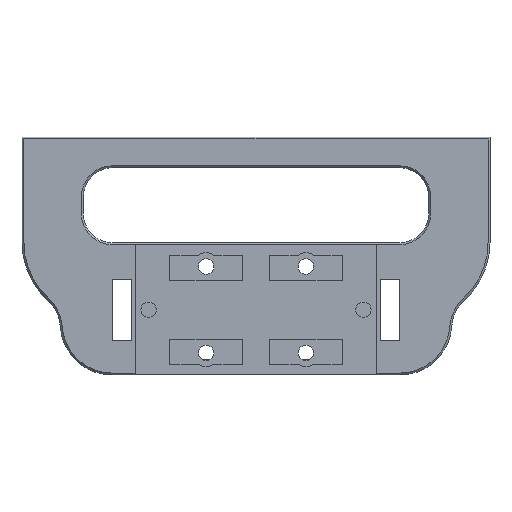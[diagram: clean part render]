
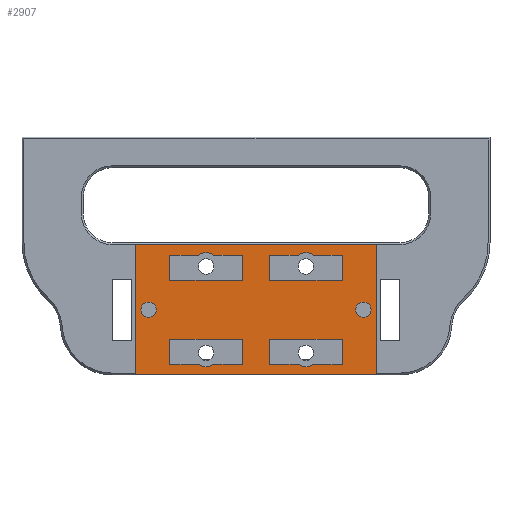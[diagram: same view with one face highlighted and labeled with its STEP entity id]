
A CAD part, left-side view. The second image highlights one B-rep face of the part: STEP entity #2907.
In plain terms, the highlighted planar face has unit normal (-1, 0, 0).
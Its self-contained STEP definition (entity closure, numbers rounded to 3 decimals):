
#82=FACE_BOUND('',#563,.T.);
#83=FACE_BOUND('',#564,.T.);
#84=FACE_BOUND('',#565,.T.);
#85=FACE_BOUND('',#566,.T.);
#86=FACE_BOUND('',#567,.T.);
#87=FACE_BOUND('',#568,.T.);
#203=PLANE('',#3208);
#368=FACE_OUTER_BOUND('',#562,.T.);
#562=EDGE_LOOP('',(#2659,#2660,#2661,#2662));
#563=EDGE_LOOP('',(#2663,#2664,#2665,#2666,#2667,#2668));
#564=EDGE_LOOP('',(#2669,#2670,#2671,#2672,#2673,#2674));
#565=EDGE_LOOP('',(#2675,#2676,#2677,#2678,#2679,#2680));
#566=EDGE_LOOP('',(#2681,#2682,#2683,#2684,#2685,#2686));
#567=EDGE_LOOP('',(#2687));
#568=EDGE_LOOP('',(#2688));
#668=CIRCLE('',#3151,3.6);
#671=CIRCLE('',#3164,3.6);
#674=CIRCLE('',#3176,3.6);
#677=CIRCLE('',#3181,3.6);
#682=CIRCLE('',#3195,2.);
#686=CIRCLE('',#3202,2.);
#868=LINE('',#4878,#1128);
#871=LINE('',#4884,#1131);
#874=LINE('',#4890,#1134);
#877=LINE('',#4896,#1137);
#880=LINE('',#4901,#1140);
#882=LINE('',#4909,#1142);
#886=LINE('',#4917,#1146);
#889=LINE('',#4923,#1149);
#893=LINE('',#4935,#1153);
#896=LINE('',#4940,#1156);
#898=LINE('',#4948,#1158);
#902=LINE('',#4956,#1162);
#905=LINE('',#4962,#1165);
#908=LINE('',#4968,#1168);
#911=LINE('',#4974,#1171);
#916=LINE('',#4995,#1176);
#919=LINE('',#5001,#1179);
#922=LINE('',#5007,#1182);
#925=LINE('',#5013,#1185);
#928=LINE('',#5018,#1188);
#938=LINE('',#5058,#1198);
#941=LINE('',#5064,#1201);
#944=LINE('',#5070,#1204);
#947=LINE('',#5074,#1207);
#1128=VECTOR('',#3852,10.);
#1131=VECTOR('',#3857,10.);
#1134=VECTOR('',#3862,10.);
#1137=VECTOR('',#3867,10.);
#1140=VECTOR('',#3872,10.);
#1142=VECTOR('',#3880,10.);
#1146=VECTOR('',#3886,10.);
#1149=VECTOR('',#3891,10.);
#1153=VECTOR('',#3903,10.);
#1156=VECTOR('',#3908,10.);
#1158=VECTOR('',#3916,10.);
#1162=VECTOR('',#3922,10.);
#1165=VECTOR('',#3927,10.);
#1168=VECTOR('',#3932,10.);
#1171=VECTOR('',#3937,10.);
#1176=VECTOR('',#3960,10.);
#1179=VECTOR('',#3965,10.);
#1182=VECTOR('',#3970,10.);
#1185=VECTOR('',#3975,10.);
#1188=VECTOR('',#3980,10.);
#1198=VECTOR('',#4024,10.);
#1201=VECTOR('',#4029,10.);
#1204=VECTOR('',#4034,10.);
#1207=VECTOR('',#4039,10.);
#1407=VERTEX_POINT('',#4868);
#1408=VERTEX_POINT('',#4869);
#1411=VERTEX_POINT('',#4877);
#1413=VERTEX_POINT('',#4883);
#1415=VERTEX_POINT('',#4889);
#1417=VERTEX_POINT('',#4895);
#1420=VERTEX_POINT('',#4907);
#1421=VERTEX_POINT('',#4908);
#1424=VERTEX_POINT('',#4916);
#1426=VERTEX_POINT('',#4922);
#1428=VERTEX_POINT('',#4928);
#1430=VERTEX_POINT('',#4934);
#1433=VERTEX_POINT('',#4946);
#1434=VERTEX_POINT('',#4947);
#1437=VERTEX_POINT('',#4955);
#1439=VERTEX_POINT('',#4961);
#1441=VERTEX_POINT('',#4967);
#1443=VERTEX_POINT('',#4973);
#1446=VERTEX_POINT('',#4985);
#1447=VERTEX_POINT('',#4986);
#1450=VERTEX_POINT('',#4994);
#1452=VERTEX_POINT('',#5000);
#1454=VERTEX_POINT('',#5006);
#1456=VERTEX_POINT('',#5012);
#1461=VERTEX_POINT('',#5032);
#1465=VERTEX_POINT('',#5046);
#1469=VERTEX_POINT('',#5055);
#1470=VERTEX_POINT('',#5057);
#1472=VERTEX_POINT('',#5063);
#1474=VERTEX_POINT('',#5069);
#1781=EDGE_CURVE('',#1407,#1408,#668,.T.);
#1785=EDGE_CURVE('',#1411,#1407,#868,.T.);
#1788=EDGE_CURVE('',#1413,#1411,#871,.T.);
#1791=EDGE_CURVE('',#1408,#1415,#874,.T.);
#1794=EDGE_CURVE('',#1415,#1417,#877,.T.);
#1797=EDGE_CURVE('',#1417,#1413,#880,.T.);
#1800=EDGE_CURVE('',#1420,#1421,#882,.T.);
#1804=EDGE_CURVE('',#1424,#1420,#886,.T.);
#1807=EDGE_CURVE('',#1426,#1424,#889,.T.);
#1810=EDGE_CURVE('',#1421,#1428,#671,.T.);
#1813=EDGE_CURVE('',#1428,#1430,#893,.T.);
#1816=EDGE_CURVE('',#1430,#1426,#896,.T.);
#1819=EDGE_CURVE('',#1433,#1434,#898,.T.);
#1823=EDGE_CURVE('',#1437,#1433,#902,.T.);
#1826=EDGE_CURVE('',#1439,#1437,#905,.T.);
#1829=EDGE_CURVE('',#1434,#1441,#908,.T.);
#1832=EDGE_CURVE('',#1441,#1443,#911,.T.);
#1835=EDGE_CURVE('',#1443,#1439,#674,.T.);
#1838=EDGE_CURVE('',#1446,#1447,#677,.T.);
#1842=EDGE_CURVE('',#1450,#1446,#916,.T.);
#1845=EDGE_CURVE('',#1452,#1450,#919,.T.);
#1848=EDGE_CURVE('',#1447,#1454,#922,.T.);
#1851=EDGE_CURVE('',#1454,#1456,#925,.T.);
#1854=EDGE_CURVE('',#1456,#1452,#928,.T.);
#1861=EDGE_CURVE('',#1461,#1461,#682,.T.);
#1868=EDGE_CURVE('',#1465,#1465,#686,.T.);
#1873=EDGE_CURVE('',#1470,#1469,#938,.T.);
#1876=EDGE_CURVE('',#1472,#1470,#941,.T.);
#1879=EDGE_CURVE('',#1474,#1472,#944,.T.);
#1882=EDGE_CURVE('',#1469,#1474,#947,.T.);
#2659=ORIENTED_EDGE('',*,*,#1882,.T.);
#2660=ORIENTED_EDGE('',*,*,#1879,.T.);
#2661=ORIENTED_EDGE('',*,*,#1876,.T.);
#2662=ORIENTED_EDGE('',*,*,#1873,.T.);
#2663=ORIENTED_EDGE('',*,*,#1788,.T.);
#2664=ORIENTED_EDGE('',*,*,#1785,.T.);
#2665=ORIENTED_EDGE('',*,*,#1781,.T.);
#2666=ORIENTED_EDGE('',*,*,#1791,.T.);
#2667=ORIENTED_EDGE('',*,*,#1794,.T.);
#2668=ORIENTED_EDGE('',*,*,#1797,.T.);
#2669=ORIENTED_EDGE('',*,*,#1807,.T.);
#2670=ORIENTED_EDGE('',*,*,#1804,.T.);
#2671=ORIENTED_EDGE('',*,*,#1800,.T.);
#2672=ORIENTED_EDGE('',*,*,#1810,.T.);
#2673=ORIENTED_EDGE('',*,*,#1813,.T.);
#2674=ORIENTED_EDGE('',*,*,#1816,.T.);
#2675=ORIENTED_EDGE('',*,*,#1826,.T.);
#2676=ORIENTED_EDGE('',*,*,#1823,.T.);
#2677=ORIENTED_EDGE('',*,*,#1819,.T.);
#2678=ORIENTED_EDGE('',*,*,#1829,.T.);
#2679=ORIENTED_EDGE('',*,*,#1832,.T.);
#2680=ORIENTED_EDGE('',*,*,#1835,.T.);
#2681=ORIENTED_EDGE('',*,*,#1845,.T.);
#2682=ORIENTED_EDGE('',*,*,#1842,.T.);
#2683=ORIENTED_EDGE('',*,*,#1838,.T.);
#2684=ORIENTED_EDGE('',*,*,#1848,.T.);
#2685=ORIENTED_EDGE('',*,*,#1851,.T.);
#2686=ORIENTED_EDGE('',*,*,#1854,.T.);
#2687=ORIENTED_EDGE('',*,*,#1868,.T.);
#2688=ORIENTED_EDGE('',*,*,#1861,.T.);
#2907=ADVANCED_FACE('',(#368,#82,#83,#84,#85,#86,#87),#203,.T.);
#3151=AXIS2_PLACEMENT_3D('',#4870,#3844,#3845);
#3164=AXIS2_PLACEMENT_3D('',#4929,#3896,#3897);
#3176=AXIS2_PLACEMENT_3D('',#4979,#3942,#3943);
#3181=AXIS2_PLACEMENT_3D('',#4987,#3952,#3953);
#3195=AXIS2_PLACEMENT_3D('',#5033,#3998,#3999);
#3202=AXIS2_PLACEMENT_3D('',#5047,#4015,#4016);
#3208=AXIS2_PLACEMENT_3D('',#5075,#4040,#4041);
#3844=DIRECTION('center_axis',(1.,0.,0.));
#3845=DIRECTION('ref_axis',(0.,-1.,0.));
#3852=DIRECTION('',(0.,1.,0.));
#3857=DIRECTION('',(0.,0.,-1.));
#3862=DIRECTION('',(0.,1.,0.));
#3867=DIRECTION('',(0.,0.,1.));
#3872=DIRECTION('',(0.,-1.,0.));
#3880=DIRECTION('',(0.,1.,0.));
#3886=DIRECTION('',(0.,0.,-1.));
#3891=DIRECTION('',(0.,-1.,0.));
#3896=DIRECTION('center_axis',(1.,0.,0.));
#3897=DIRECTION('ref_axis',(0.,-1.,0.));
#3903=DIRECTION('',(0.,1.,0.));
#3908=DIRECTION('',(0.,0.,1.));
#3916=DIRECTION('',(0.,1.,0.));
#3922=DIRECTION('',(0.,0.,-1.));
#3927=DIRECTION('',(0.,-1.,0.));
#3932=DIRECTION('',(0.,0.,1.));
#3937=DIRECTION('',(0.,-1.,0.));
#3942=DIRECTION('center_axis',(1.,0.,0.));
#3943=DIRECTION('ref_axis',(0.,-1.,0.));
#3952=DIRECTION('center_axis',(1.,0.,0.));
#3953=DIRECTION('ref_axis',(0.,-1.,0.));
#3960=DIRECTION('',(0.,-1.,0.));
#3965=DIRECTION('',(0.,0.,1.));
#3970=DIRECTION('',(0.,-1.,0.));
#3975=DIRECTION('',(0.,0.,-1.));
#3980=DIRECTION('',(0.,1.,0.));
#3998=DIRECTION('center_axis',(1.,0.,0.));
#3999=DIRECTION('ref_axis',(0.,-1.,0.));
#4015=DIRECTION('center_axis',(1.,0.,0.));
#4016=DIRECTION('ref_axis',(0.,-1.,0.));
#4024=DIRECTION('',(0.,-1.,0.));
#4029=DIRECTION('',(0.,0.,-1.));
#4034=DIRECTION('',(0.,1.,0.));
#4039=DIRECTION('',(0.,0.,1.));
#4040=DIRECTION('center_axis',(-1.,0.,0.));
#4041=DIRECTION('ref_axis',(0.,-1.,0.));
#4868=CARTESIAN_POINT('',(-11.,20.01,-14.25));
#4869=CARTESIAN_POINT('',(-11.,23.99,-14.25));
#4870=CARTESIAN_POINT('Origin',(-11.,22.,-11.25));
#4877=CARTESIAN_POINT('',(-11.,12.5,-14.25));
#4878=CARTESIAN_POINT('',(-11.,27.505,-14.25));
#4883=CARTESIAN_POINT('',(-11.,12.5,-7.65));
#4884=CARTESIAN_POINT('',(-11.,12.5,-7.125));
#4889=CARTESIAN_POINT('',(-11.,31.5,-14.25));
#4890=CARTESIAN_POINT('',(-11.,33.25,-14.25));
#4895=CARTESIAN_POINT('',(-11.,31.5,-7.65));
#4896=CARTESIAN_POINT('',(-11.,31.5,-3.825));
#4901=CARTESIAN_POINT('',(-11.,23.75,-7.65));
#4907=CARTESIAN_POINT('',(-11.,38.5,-14.25));
#4908=CARTESIAN_POINT('',(-11.,46.01,-14.25));
#4909=CARTESIAN_POINT('',(-11.,40.505,-14.25));
#4916=CARTESIAN_POINT('',(-11.,38.5,-7.65));
#4917=CARTESIAN_POINT('',(-11.,38.5,-7.125));
#4922=CARTESIAN_POINT('',(-11.,57.5,-7.65));
#4923=CARTESIAN_POINT('',(-11.,36.75,-7.65));
#4928=CARTESIAN_POINT('',(-11.,49.99,-14.25));
#4929=CARTESIAN_POINT('Origin',(-11.,48.,-11.25));
#4934=CARTESIAN_POINT('',(-11.,57.5,-14.25));
#4935=CARTESIAN_POINT('',(-11.,46.25,-14.25));
#4940=CARTESIAN_POINT('',(-11.,57.5,-3.825));
#4946=CARTESIAN_POINT('',(-11.,12.5,7.65));
#4947=CARTESIAN_POINT('',(-11.,31.5,7.65));
#4948=CARTESIAN_POINT('',(-11.,33.25,7.65));
#4955=CARTESIAN_POINT('',(-11.,12.5,14.25));
#4956=CARTESIAN_POINT('',(-11.,12.5,3.825));
#4961=CARTESIAN_POINT('',(-11.,20.01,14.25));
#4962=CARTESIAN_POINT('',(-11.,23.75,14.25));
#4967=CARTESIAN_POINT('',(-11.,31.5,14.25));
#4968=CARTESIAN_POINT('',(-11.,31.5,7.125));
#4973=CARTESIAN_POINT('',(-11.,23.99,14.25));
#4974=CARTESIAN_POINT('',(-11.,29.495,14.25));
#4979=CARTESIAN_POINT('Origin',(-11.,22.,11.25));
#4985=CARTESIAN_POINT('',(-11.,49.99,14.25));
#4986=CARTESIAN_POINT('',(-11.,46.01,14.25));
#4987=CARTESIAN_POINT('Origin',(-11.,48.,11.25));
#4994=CARTESIAN_POINT('',(-11.,57.5,14.25));
#4995=CARTESIAN_POINT('',(-11.,42.495,14.25));
#5000=CARTESIAN_POINT('',(-11.,57.5,7.65));
#5001=CARTESIAN_POINT('',(-11.,57.5,7.125));
#5006=CARTESIAN_POINT('',(-11.,38.5,14.25));
#5007=CARTESIAN_POINT('',(-11.,36.75,14.25));
#5012=CARTESIAN_POINT('',(-11.,38.5,7.65));
#5013=CARTESIAN_POINT('',(-11.,38.5,3.825));
#5018=CARTESIAN_POINT('',(-11.,46.25,7.65));
#5032=CARTESIAN_POINT('',(-11.,65.,0.));
#5033=CARTESIAN_POINT('Origin',(-11.,63.,0.));
#5046=CARTESIAN_POINT('',(-11.,9.,0.));
#5047=CARTESIAN_POINT('Origin',(-11.,7.,0.));
#5055=CARTESIAN_POINT('',(-11.,3.5,-17.));
#5057=CARTESIAN_POINT('',(-11.,66.5,-17.));
#5058=CARTESIAN_POINT('',(-11.,66.5,-17.));
#5063=CARTESIAN_POINT('',(-11.,66.5,17.));
#5064=CARTESIAN_POINT('',(-11.,66.5,17.));
#5069=CARTESIAN_POINT('',(-11.,3.5,17.));
#5070=CARTESIAN_POINT('',(-11.,3.5,17.));
#5074=CARTESIAN_POINT('',(-11.,3.5,-17.));
#5075=CARTESIAN_POINT('Origin',(-11.,35.,0.));
